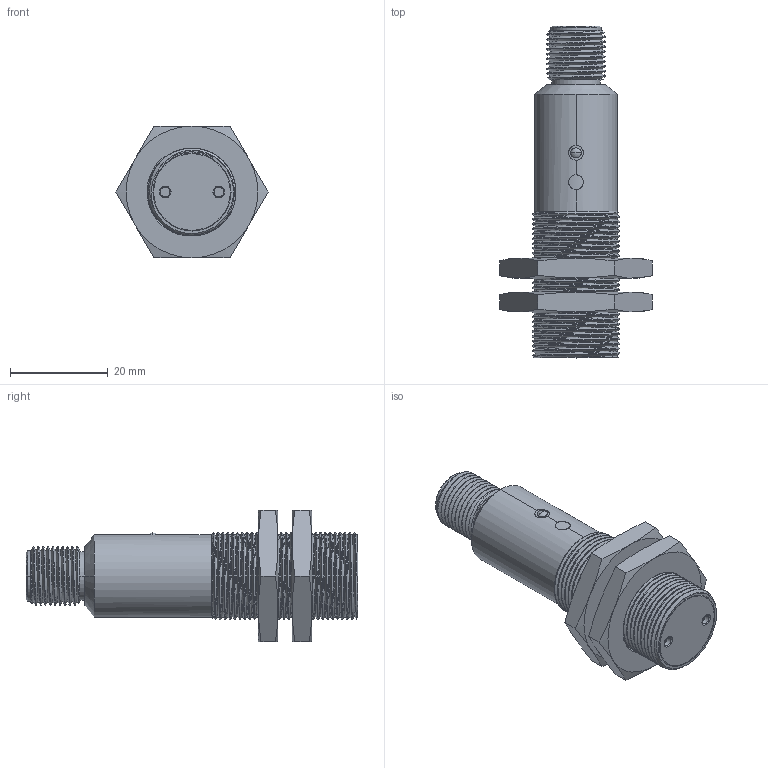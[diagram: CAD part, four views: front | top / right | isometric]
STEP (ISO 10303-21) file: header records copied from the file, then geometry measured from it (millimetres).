
FILE_DESCRIPTION((''),'2;1');
FILE_NAME('PRT0001','2022-03-12T',('EDY'),(''),'CREO PARAMETRIC BY PTC INC, 2018070','CREO PARAMETRIC BY PTC INC, 2018070','');
FILE_SCHEMA(('CONFIG_CONTROL_DESIGN'));
Length unit declared in the file: millimetre
Products named in the file (1): PRT0001
Bounding box: 31.18 x 68 x 27 mm (x, y, z)
Volume: 16464 mm3; surface area: 8560 mm2
Topology: 1 solids, 6 shells, 331 faces, 921 edges, 603 vertices
Faces by surface type: cylinder 193, plane 49, cone 40, bspline 33, sphere 10, torus 6
Entity records: 22850 total; most frequent: CARTESIAN_POINT 15061, ORIENTED_EDGE 1822, DIRECTION 1289, EDGE_CURVE 911, VERTEX_POINT 603, AXIS2_PLACEMENT_3D 512, B_SPLINE_CURVE_WITH_KNOTS 432, EDGE_LOOP 362
